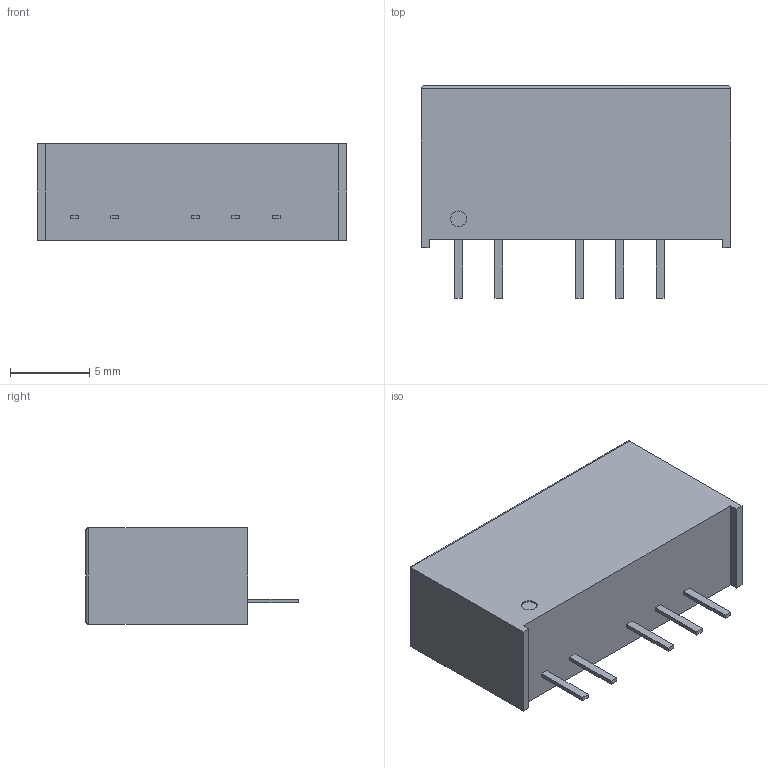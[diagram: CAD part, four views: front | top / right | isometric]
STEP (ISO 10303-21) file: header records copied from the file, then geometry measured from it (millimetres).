
FILE_DESCRIPTION(/* description */ ('STEP AP214'),/* implementation_level */ '2;1');
FILE_NAME(/* name */ 'SPU01M-05.step',/* time_stamp */ '2025-10-25T22:08:18+01:00',/* author */ (''),/* organization */ (''),/* preprocessor_version */ 'ST-DEVELOPER v20.1',/* originating_system */ 'Autodesk Translation Framework v14.17.0.0',/* authorisation */ '');
FILE_SCHEMA (('AUTOMOTIVE_DESIGN { 1 0 10303 214 3 1 1 }'));
Length unit declared in the file: millimetre
Products named in the file (1): 2025-10-25-21-03-46-413
Bounding box: 19.5 x 13.4 x 6.1 mm (x, y, z)
Volume: 1158.7 mm3; surface area: 771.4 mm2
Topology: 1 solids, 1 shells, 41 faces, 95 edges, 62 vertices
Faces by surface type: plane 36, cylinder 5
Full cylindrical faces by diameter (mm): 1 x1
Entity records: 1222 total; most frequent: CARTESIAN_POINT 199, ORIENTED_EDGE 190, DIRECTION 185, EDGE_CURVE 95, LINE 89, VECTOR 89, VERTEX_POINT 62, AXIS2_PLACEMENT_3D 48
